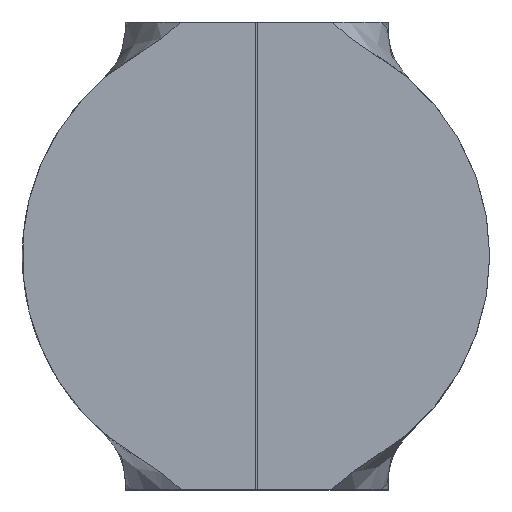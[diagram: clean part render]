
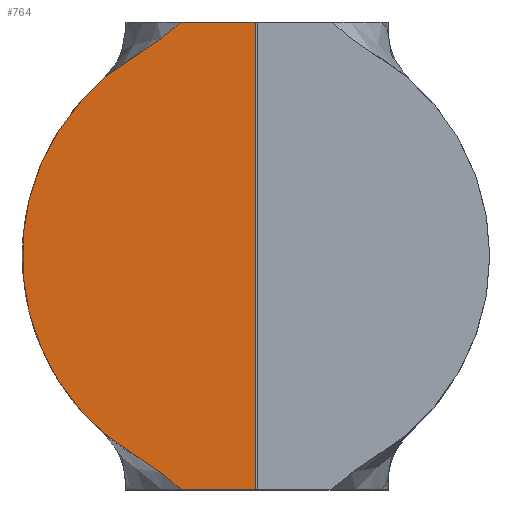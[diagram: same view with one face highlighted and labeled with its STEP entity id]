
A CAD part, top view. The second image highlights one B-rep face of the part: STEP entity #764.
In plain terms, the highlighted planar face has unit normal (0, 0, 1).
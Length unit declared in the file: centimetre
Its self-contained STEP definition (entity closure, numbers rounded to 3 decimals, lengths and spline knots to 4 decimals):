
#116=B_SPLINE_CURVE_WITH_KNOTS('',3,(#1226,#1227,#1228,#1229,#1230,#1231),
 .UNSPECIFIED.,.F.,.U.,(4,2,4),(0.,0.1894,0.2622),
 .UNSPECIFIED.);
#128=B_SPLINE_CURVE_WITH_KNOTS('',3,(#1924,#1925,#1926,#1927),
 .UNSPECIFIED.,.F.,.U.,(4,4),(0.1307,0.1942),
 .UNSPECIFIED.);
#162=VECTOR('',#927,1.);
#164=VECTOR('',#932,1.);
#166=VECTOR('',#935,1.);
#214=LINE('',#1963,#162);
#216=LINE('',#1969,#164);
#218=LINE('',#1972,#166);
#256=VERTEX_POINT('',#1232);
#257=VERTEX_POINT('',#1233);
#286=VERTEX_POINT('',#1928);
#287=VERTEX_POINT('',#1929);
#294=VERTEX_POINT('',#1962);
#295=VERTEX_POINT('',#1964);
#324=CIRCLE('',#806,1.2);
#350=EDGE_CURVE('',#256,#257,#116,.T.);
#390=EDGE_CURVE('',#286,#287,#128,.F.);
#402=EDGE_CURVE('',#295,#294,#214,.T.);
#406=EDGE_CURVE('',#257,#294,#216,.F.);
#408=EDGE_CURVE('',#287,#295,#218,.T.);
#413=EDGE_CURVE('',#286,#256,#324,.T.);
#563=ORIENTED_EDGE('',*,*,#402,.T.);
#564=ORIENTED_EDGE('',*,*,#406,.F.);
#565=ORIENTED_EDGE('',*,*,#350,.F.);
#566=ORIENTED_EDGE('',*,*,#413,.F.);
#567=ORIENTED_EDGE('',*,*,#390,.T.);
#568=ORIENTED_EDGE('',*,*,#408,.T.);
#673=EDGE_LOOP('',(#563,#564,#565,#566,#567,#568));
#721=FACE_BOUND('',#673,.T.);
#764=ADVANCED_FACE('',(#721),#2038,.T.);
#806=AXIS2_PLACEMENT_3D('',#1743,#906,#907);
#819=AXIS2_PLACEMENT_3D('',#1978,#941,$);
#906=DIRECTION('',(0.,0.,-1.));
#907=DIRECTION('',(1.2,0.,0.));
#927=DIRECTION('',(0.,1.,0.));
#932=DIRECTION('',(-1.,0.,0.));
#935=DIRECTION('',(1.,0.,0.));
#941=DIRECTION('',(0.,0.,1.));
#1226=CARTESIAN_POINT('',(5.4361,0.0527,6.85));
#1227=CARTESIAN_POINT('',(5.4909,0.084,6.85));
#1228=CARTESIAN_POINT('',(5.5423,0.1217,6.85));
#1229=CARTESIAN_POINT('',(5.6096,0.1777,6.85));
#1230=CARTESIAN_POINT('',(5.6279,0.1937,6.85));
#1231=CARTESIAN_POINT('',(5.6459,0.21,6.85));
#1232=CARTESIAN_POINT('',(5.4361,0.0527,6.85));
#1233=CARTESIAN_POINT('',(5.6459,0.21,6.85));
#1743=CARTESIAN_POINT('',(6.03,-0.99,6.85));
#1924=CARTESIAN_POINT('',(5.6459,-2.19,6.85));
#1925=CARTESIAN_POINT('',(5.581,-2.1314,6.85));
#1926=CARTESIAN_POINT('',(5.5118,-2.0758,6.85));
#1927=CARTESIAN_POINT('',(5.4361,-2.0327,6.85));
#1928=CARTESIAN_POINT('',(5.4361,-2.0327,6.85));
#1929=CARTESIAN_POINT('',(5.6459,-2.19,6.85));
#1962=CARTESIAN_POINT('',(6.03,0.21,6.85));
#1963=CARTESIAN_POINT('',(6.03,-0.99,6.85));
#1964=CARTESIAN_POINT('',(6.03,-2.19,6.85));
#1969=CARTESIAN_POINT('',(6.032,0.21,6.85));
#1972=CARTESIAN_POINT('',(6.032,-2.19,6.85));
#1978=CARTESIAN_POINT('',(6.03,-0.99,6.85));
#2038=PLANE('',#819);
